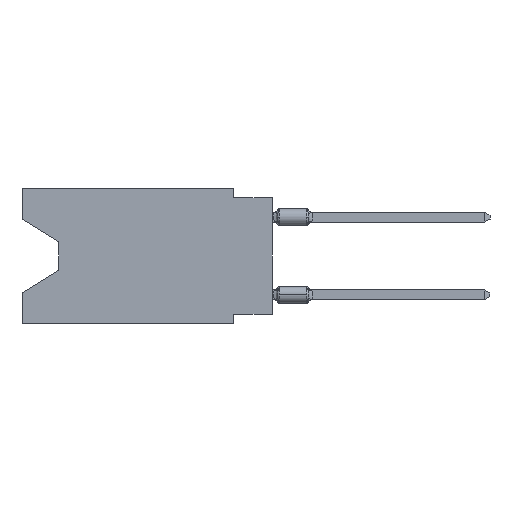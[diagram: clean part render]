
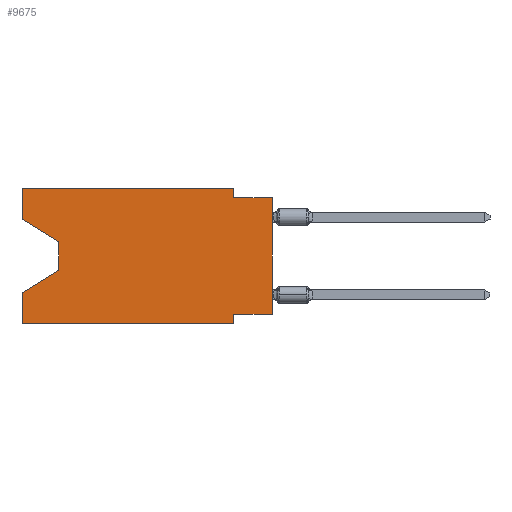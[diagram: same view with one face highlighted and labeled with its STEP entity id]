
A CAD part, left-side view. The second image highlights one B-rep face of the part: STEP entity #9675.
In plain terms, the highlighted planar face has unit normal (-1, 0, 0).
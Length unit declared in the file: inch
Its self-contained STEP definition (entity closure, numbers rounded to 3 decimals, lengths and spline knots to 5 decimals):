
#177 = ORIENTED_EDGE ( 'NONE', *, *, #5690, .T. ) ;
#602 = VERTEX_POINT ( 'NONE', #10759 ) ;
#645 = VECTOR ( 'NONE', #11954, 39.37008 ) ;
#1032 = LINE ( 'NONE', #7683, #6983 ) ;
#1422 = LINE ( 'NONE', #3679, #2078 ) ;
#1553 = VERTEX_POINT ( 'NONE', #2012 ) ;
#1590 = CARTESIAN_POINT ( 'NONE',  ( 0., 0.1, 0. ) ) ;
#2012 = CARTESIAN_POINT ( 'NONE',  ( 0., 0.1, -0.35 ) ) ;
#2078 = VECTOR ( 'NONE', #15108, 39.37008 ) ;
#2636 = VERTEX_POINT ( 'NONE', #1590 ) ;
#2811 = VECTOR ( 'NONE', #12353, 39.37008 ) ;
#2856 = ORIENTED_EDGE ( 'NONE', *, *, #18384, .T. ) ;
#3045 = ORIENTED_EDGE ( 'NONE', *, *, #12651, .F. ) ;
#3178 = AXIS2_PLACEMENT_3D ( 'NONE', #16903, #10461, #17115 ) ;
#3598 = CARTESIAN_POINT ( 'NONE',  ( 0., 0.645, -0.08025 ) ) ;
#3679 = CARTESIAN_POINT ( 'NONE',  ( 0., 0.645, 0. ) ) ;
#4173 = EDGE_CURVE ( 'NONE', #2636, #15767, #16879, .T. ) ;
#4254 = LINE ( 'NONE', #20929, #6307 ) ;
#4343 = LINE ( 'NONE', #16324, #16629 ) ;
#4427 = LINE ( 'NONE', #7802, #14246 ) ;
#4625 = EDGE_CURVE ( 'NONE', #602, #10322, #20550, .T. ) ;
#4934 = CARTESIAN_POINT ( 'NONE',  ( 0., 0.55, -0.138 ) ) ;
#5234 = PLANE ( 'NONE',  #3178 ) ;
#5326 = CARTESIAN_POINT ( 'NONE',  ( 0., 0.1, 0. ) ) ;
#5533 = VERTEX_POINT ( 'NONE', #21270 ) ;
#5690 = EDGE_CURVE ( 'NONE', #18949, #19823, #20888, .T. ) ;
#5743 = CARTESIAN_POINT ( 'NONE',  ( 0., 0.645, -0.26975 ) ) ;
#5860 = LINE ( 'NONE', #12494, #19808 ) ;
#5925 = CARTESIAN_POINT ( 'NONE',  ( 0., 0.1, -0.025 ) ) ;
#5927 = EDGE_CURVE ( 'NONE', #14614, #18949, #4427, .T. ) ;
#6307 = VECTOR ( 'NONE', #20820, 39.37008 ) ;
#6983 = VECTOR ( 'NONE', #7899, 39.37008 ) ;
#7117 = EDGE_LOOP ( 'NONE', ( #2856, #14510, #177, #13029, #19101, #10365, #15787, #16641, #13499, #15887, #3045, #17959 ) ) ;
#7683 = CARTESIAN_POINT ( 'NONE',  ( 0., 0.645, 0. ) ) ;
#7802 = CARTESIAN_POINT ( 'NONE',  ( 0., 0.55, -0.138 ) ) ;
#7857 = CARTESIAN_POINT ( 'NONE',  ( 0., 0., -0.325 ) ) ;
#7899 = DIRECTION ( 'NONE',  ( 0., -1., 0. ) ) ;
#8260 = VERTEX_POINT ( 'NONE', #3598 ) ;
#8976 = LINE ( 'NONE', #9087, #2811 ) ;
#8982 = DIRECTION ( 'NONE',  ( 0., 0., 1. ) ) ;
#9049 = EDGE_CURVE ( 'NONE', #13779, #1553, #8976, .T. ) ;
#9087 = CARTESIAN_POINT ( 'NONE',  ( 0., 0.645, -0.35 ) ) ;
#9675 = ADVANCED_FACE ( 'NONE', ( #11976 ), #5234, .F. ) ;
#9806 = EDGE_CURVE ( 'NONE', #5533, #1553, #4254, .T. ) ;
#10137 = DIRECTION ( 'NONE',  ( 0., 0., 1. ) ) ;
#10152 = VECTOR ( 'NONE', #14167, 39.37008 ) ;
#10322 = VERTEX_POINT ( 'NONE', #11679 ) ;
#10365 = ORIENTED_EDGE ( 'NONE', *, *, #9806, .F. ) ;
#10461 = DIRECTION ( 'NONE',  ( 1., 0., 0. ) ) ;
#10744 = DIRECTION ( 'NONE',  ( 0., 0.855, -0.519 ) ) ;
#10759 = CARTESIAN_POINT ( 'NONE',  ( 0., 0., -0.325 ) ) ;
#11070 = DIRECTION ( 'NONE',  ( 0., 0., -1. ) ) ;
#11679 = CARTESIAN_POINT ( 'NONE',  ( 0., 0., -0.025 ) ) ;
#11954 = DIRECTION ( 'NONE',  ( 0., 0., -1. ) ) ;
#11976 = FACE_OUTER_BOUND ( 'NONE', #7117, .T. ) ;
#12250 = CARTESIAN_POINT ( 'NONE',  ( 0., 0., 0. ) ) ;
#12353 = DIRECTION ( 'NONE',  ( 0., -1., 0. ) ) ;
#12478 = CARTESIAN_POINT ( 'NONE',  ( 0., 0.55, -0.212 ) ) ;
#12494 = CARTESIAN_POINT ( 'NONE',  ( 0., 0., -0.025 ) ) ;
#12651 = EDGE_CURVE ( 'NONE', #17971, #2636, #1032, .T. ) ;
#12700 = CARTESIAN_POINT ( 'NONE',  ( 0., 0.645, -0.35 ) ) ;
#13029 = ORIENTED_EDGE ( 'NONE', *, *, #19684, .F. ) ;
#13499 = ORIENTED_EDGE ( 'NONE', *, *, #17466, .F. ) ;
#13779 = VERTEX_POINT ( 'NONE', #12700 ) ;
#14167 = DIRECTION ( 'NONE',  ( 0., 1., 0. ) ) ;
#14246 = VECTOR ( 'NONE', #11070, 39.37008 ) ;
#14510 = ORIENTED_EDGE ( 'NONE', *, *, #5927, .T. ) ;
#14614 = VERTEX_POINT ( 'NONE', #4934 ) ;
#14905 = EDGE_CURVE ( 'NONE', #602, #5533, #17891, .T. ) ;
#15030 = CARTESIAN_POINT ( 'NONE',  ( 0., 0.645, 0. ) ) ;
#15058 = EDGE_CURVE ( 'NONE', #8260, #17971, #16359, .T. ) ;
#15108 = DIRECTION ( 'NONE',  ( 0., 0., 1. ) ) ;
#15767 = VERTEX_POINT ( 'NONE', #5925 ) ;
#15787 = ORIENTED_EDGE ( 'NONE', *, *, #14905, .F. ) ;
#15887 = ORIENTED_EDGE ( 'NONE', *, *, #4173, .F. ) ;
#16324 = CARTESIAN_POINT ( 'NONE',  ( 0., 0.645, -0.08025 ) ) ;
#16359 = LINE ( 'NONE', #15030, #18507 ) ;
#16436 = DIRECTION ( 'NONE',  ( 0., -0.855, -0.519 ) ) ;
#16514 = CARTESIAN_POINT ( 'NONE',  ( 0., 0.55, -0.212 ) ) ;
#16629 = VECTOR ( 'NONE', #16436, 39.37008 ) ;
#16641 = ORIENTED_EDGE ( 'NONE', *, *, #4625, .T. ) ;
#16879 = LINE ( 'NONE', #5326, #645 ) ;
#16903 = CARTESIAN_POINT ( 'NONE',  ( 0., 0.645, 0. ) ) ;
#17115 = DIRECTION ( 'NONE',  ( 0., 0., -1. ) ) ;
#17466 = EDGE_CURVE ( 'NONE', #15767, #10322, #5860, .T. ) ;
#17730 = VECTOR ( 'NONE', #10744, 39.37008 ) ;
#17891 = LINE ( 'NONE', #7857, #10152 ) ;
#17925 = CARTESIAN_POINT ( 'NONE',  ( 0., 0.645, 0. ) ) ;
#17959 = ORIENTED_EDGE ( 'NONE', *, *, #15058, .F. ) ;
#17971 = VERTEX_POINT ( 'NONE', #17925 ) ;
#18384 = EDGE_CURVE ( 'NONE', #8260, #14614, #4343, .T. ) ;
#18428 = VECTOR ( 'NONE', #8982, 39.37008 ) ;
#18507 = VECTOR ( 'NONE', #10137, 39.37008 ) ;
#18949 = VERTEX_POINT ( 'NONE', #16514 ) ;
#19101 = ORIENTED_EDGE ( 'NONE', *, *, #9049, .T. ) ;
#19280 = DIRECTION ( 'NONE',  ( 0., -1., 0. ) ) ;
#19684 = EDGE_CURVE ( 'NONE', #13779, #19823, #1422, .T. ) ;
#19808 = VECTOR ( 'NONE', #19280, 39.37008 ) ;
#19823 = VERTEX_POINT ( 'NONE', #5743 ) ;
#20550 = LINE ( 'NONE', #12250, #18428 ) ;
#20820 = DIRECTION ( 'NONE',  ( 0., 0., -1. ) ) ;
#20888 = LINE ( 'NONE', #12478, #17730 ) ;
#20929 = CARTESIAN_POINT ( 'NONE',  ( 0., 0.1, -0.35 ) ) ;
#21270 = CARTESIAN_POINT ( 'NONE',  ( 0., 0.1, -0.325 ) ) ;
